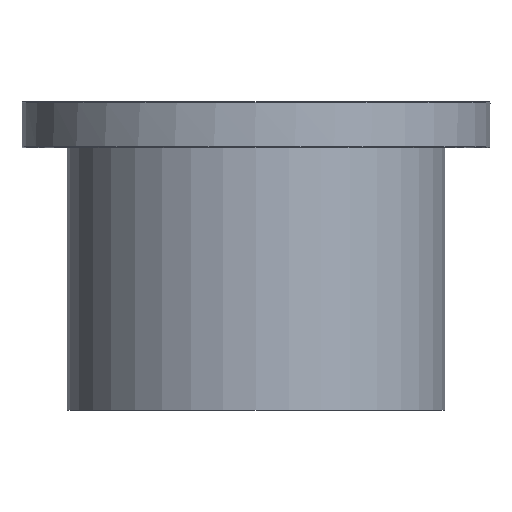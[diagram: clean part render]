
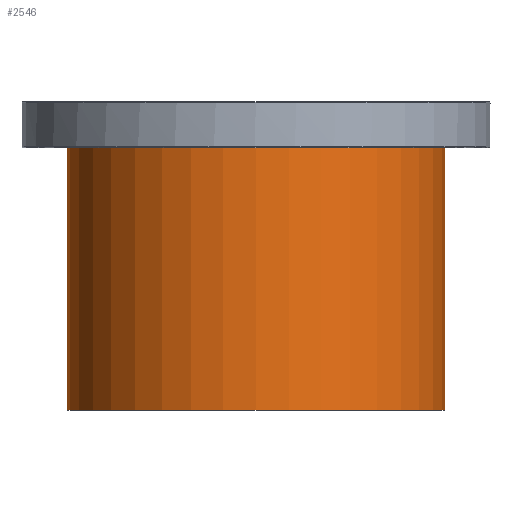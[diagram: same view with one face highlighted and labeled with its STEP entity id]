
A CAD part, front view. The second image highlights one B-rep face of the part: STEP entity #2546.
In plain terms, the highlighted cylindrical face has radius 102 mm (diameter 204 mm), a full revolution.
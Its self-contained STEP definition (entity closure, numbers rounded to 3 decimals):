
#2484=CARTESIAN_POINT('',(-102.,0.,157.5));
#2485=VERTEX_POINT('',#2484);
#2486=CARTESIAN_POINT('',(0.0,0.0,157.5));
#2487=DIRECTION('',(0.0,0.0,-1.0));
#2488=DIRECTION('',(-1.0,0.0,0.0));
#2489=AXIS2_PLACEMENT_3D('',#2486,#2487,#2488);
#2490=CIRCLE('',#2489,102.);
#2491=EDGE_CURVE('',#2485,#2485,#2490,.T.);
#2527=CARTESIAN_POINT('',(0.0,0.0,0.0));
#2528=DIRECTION('',(0.0,0.0,1.0));
#2529=DIRECTION('',(-1.0,0.0,0.0));
#2530=AXIS2_PLACEMENT_3D('',#2527,#2528,#2529);
#2531=CYLINDRICAL_SURFACE('',#2530,102.);
#2532=ORIENTED_EDGE('',*,*,#2491,.T.);
#2533=EDGE_LOOP('',(#2532));
#2534=FACE_OUTER_BOUND('',#2533,.T.);
#2535=CARTESIAN_POINT('',(102.,0.,0.0));
#2536=VERTEX_POINT('',#2535);
#2537=CARTESIAN_POINT('',(0.0,0.0,0.0));
#2538=DIRECTION('',(0.0,0.0,-1.0));
#2539=DIRECTION('',(-1.0,0.0,0.0));
#2540=AXIS2_PLACEMENT_3D('',#2537,#2538,#2539);
#2541=CIRCLE('',#2540,102.);
#2542=EDGE_CURVE('',#2536,#2536,#2541,.T.);
#2543=ORIENTED_EDGE('',*,*,#2542,.F.);
#2544=EDGE_LOOP('',(#2543));
#2545=FACE_BOUND('',#2544,.T.);
#2546=ADVANCED_FACE('',(#2534,#2545),#2531,.T.);
